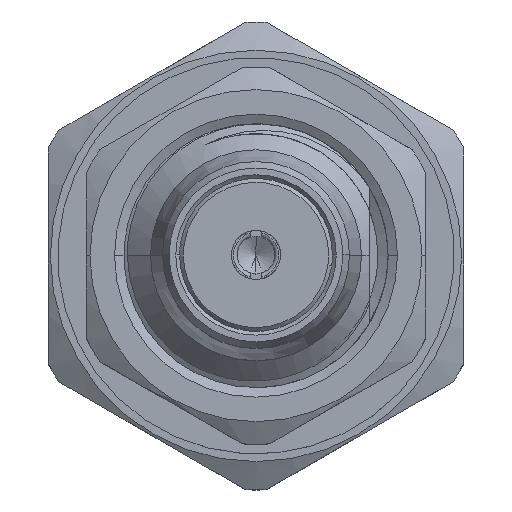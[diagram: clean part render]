
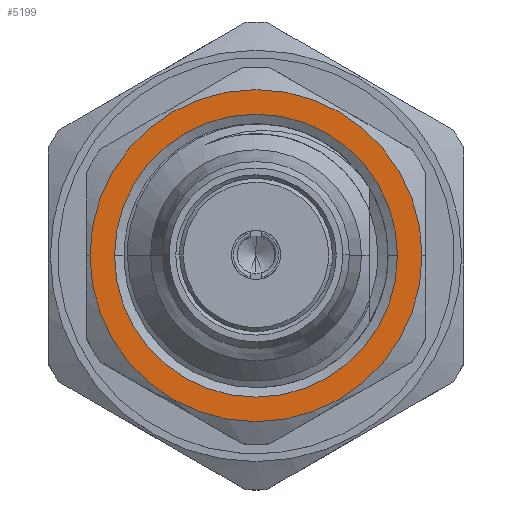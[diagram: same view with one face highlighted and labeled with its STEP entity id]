
A CAD part, top view. The second image highlights one B-rep face of the part: STEP entity #5199.
In plain terms, the highlighted planar face has unit normal (0, 0, 1).
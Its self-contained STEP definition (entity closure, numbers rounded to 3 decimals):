
#234 = CARTESIAN_POINT ( 'NONE',  ( 0., 0., -10.327 ) ) ;
#455 = EDGE_CURVE ( 'NONE', #5985, #12305, #4476, .T. ) ;
#577 = EDGE_CURVE ( 'NONE', #19533, #16725, #6702, .T. ) ;
#1338 = DIRECTION ( 'NONE',  ( 0., 0., -1. ) ) ;
#1553 = CARTESIAN_POINT ( 'NONE',  ( 0., 0., -10.327 ) ) ;
#1792 = AXIS2_PLACEMENT_3D ( 'NONE', #10831, #1338, #12425 ) ;
#1820 = DIRECTION ( 'NONE',  ( 1., 0., 0. ) ) ;
#1867 = EDGE_LOOP ( 'NONE', ( #19924, #18360 ) ) ;
#2640 = EDGE_CURVE ( 'NONE', #12305, #5985, #12669, .T. ) ;
#2869 = CARTESIAN_POINT ( 'NONE',  ( 0., 0., -10.327 ) ) ;
#3144 = DIRECTION ( 'NONE',  ( 1., 0., 0. ) ) ;
#3845 = CARTESIAN_POINT ( 'NONE',  ( 3.749, 0., -10.327 ) ) ;
#4455 = DIRECTION ( 'NONE',  ( 1., 0., 0. ) ) ;
#4476 = CIRCLE ( 'NONE', #19168, 3.749 ) ;
#4587 = CARTESIAN_POINT ( 'NONE',  ( 0., 0., -10.327 ) ) ;
#5199 = ADVANCED_FACE ( 'NONE', ( #12000, #16163 ), #9624, .T. ) ;
#5985 = VERTEX_POINT ( 'NONE', #3845 ) ;
#6087 = AXIS2_PLACEMENT_3D ( 'NONE', #4587, #15642, #6162 ) ;
#6162 = DIRECTION ( 'NONE',  ( -1., 0., 0. ) ) ;
#6702 = CIRCLE ( 'NONE', #6087, 4.4 ) ;
#7431 = CARTESIAN_POINT ( 'NONE',  ( 4.4, 0., -10.327 ) ) ;
#8281 = CARTESIAN_POINT ( 'NONE',  ( -4.4, 0., -10.327 ) ) ;
#9624 = PLANE ( 'NONE',  #11698 ) ;
#9825 = ORIENTED_EDGE ( 'NONE', *, *, #455, .T. ) ;
#10831 = CARTESIAN_POINT ( 'NONE',  ( 0., 0., -10.327 ) ) ;
#11109 = EDGE_CURVE ( 'NONE', #16725, #19533, #14406, .T. ) ;
#11323 = DIRECTION ( 'NONE',  ( 0., 0., 1. ) ) ;
#11698 = AXIS2_PLACEMENT_3D ( 'NONE', #234, #11323, #1820 ) ;
#12000 = FACE_BOUND ( 'NONE', #13671, .T. ) ;
#12305 = VERTEX_POINT ( 'NONE', #18067 ) ;
#12425 = DIRECTION ( 'NONE',  ( -1., 0., 0. ) ) ;
#12627 = DIRECTION ( 'NONE',  ( 0., 0., -1. ) ) ;
#12669 = CIRCLE ( 'NONE', #19514, 3.749 ) ;
#13671 = EDGE_LOOP ( 'NONE', ( #9825, #19019 ) ) ;
#13931 = DIRECTION ( 'NONE',  ( 0., 0., -1. ) ) ;
#14406 = CIRCLE ( 'NONE', #1792, 4.4 ) ;
#15642 = DIRECTION ( 'NONE',  ( 0., 0., -1. ) ) ;
#16163 = FACE_OUTER_BOUND ( 'NONE', #1867, .T. ) ;
#16725 = VERTEX_POINT ( 'NONE', #8281 ) ;
#18067 = CARTESIAN_POINT ( 'NONE',  ( -3.749, 0., -10.327 ) ) ;
#18360 = ORIENTED_EDGE ( 'NONE', *, *, #577, .F. ) ;
#19019 = ORIENTED_EDGE ( 'NONE', *, *, #2640, .T. ) ;
#19168 = AXIS2_PLACEMENT_3D ( 'NONE', #2869, #13931, #4455 ) ;
#19514 = AXIS2_PLACEMENT_3D ( 'NONE', #1553, #12627, #3144 ) ;
#19533 = VERTEX_POINT ( 'NONE', #7431 ) ;
#19924 = ORIENTED_EDGE ( 'NONE', *, *, #11109, .F. ) ;
